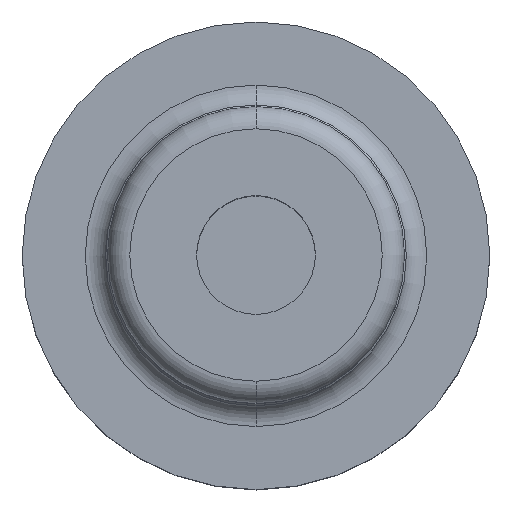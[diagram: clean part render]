
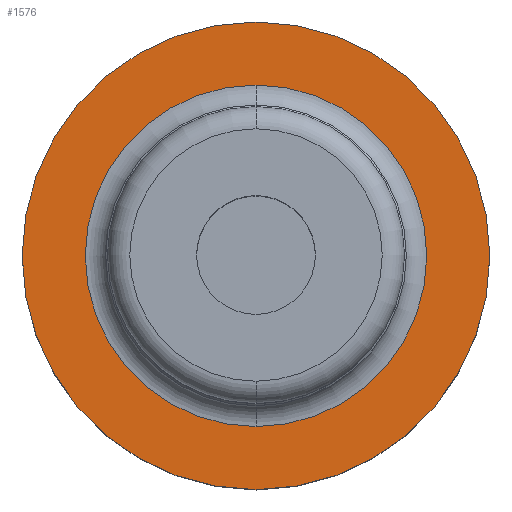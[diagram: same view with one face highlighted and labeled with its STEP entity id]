
A CAD part, top view. The second image highlights one B-rep face of the part: STEP entity #1576.
In plain terms, the highlighted planar face has unit normal (0, 0, 1).
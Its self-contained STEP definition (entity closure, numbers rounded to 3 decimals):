
#80 = VERTEX_POINT ( 'NONE', #788 ) ;
#97 = DIRECTION ( 'NONE',  ( 0., 1., 0. ) ) ;
#102 = AXIS2_PLACEMENT_3D ( 'NONE', #1265, #531, #795 ) ;
#195 = CIRCLE ( 'NONE', #642, 31.5 ) ;
#200 = DIRECTION ( 'NONE',  ( 0., 0., -1. ) ) ;
#201 = CARTESIAN_POINT ( 'NONE',  ( 0., -23., 26. ) ) ;
#220 = DIRECTION ( 'NONE',  ( 0., 1., 0. ) ) ;
#234 = EDGE_CURVE ( 'NONE', #722, #1013, #333, .T. ) ;
#333 = CIRCLE ( 'NONE', #959, 31.5 ) ;
#348 = CARTESIAN_POINT ( 'NONE',  ( 0., 0., 26. ) ) ;
#392 = FACE_BOUND ( 'NONE', #411, .T. ) ;
#411 = EDGE_LOOP ( 'NONE', ( #639, #1146 ) ) ;
#429 = AXIS2_PLACEMENT_3D ( 'NONE', #964, #200, #1094 ) ;
#432 = FACE_OUTER_BOUND ( 'NONE', #727, .T. ) ;
#531 = DIRECTION ( 'NONE',  ( 0., 0., -1. ) ) ;
#543 = EDGE_CURVE ( 'NONE', #803, #80, #1560, .T. ) ;
#603 = ORIENTED_EDGE ( 'NONE', *, *, #234, .F. ) ;
#619 = CARTESIAN_POINT ( 'NONE',  ( 0., 0., 26. ) ) ;
#639 = ORIENTED_EDGE ( 'NONE', *, *, #543, .T. ) ;
#642 = AXIS2_PLACEMENT_3D ( 'NONE', #619, #1505, #220 ) ;
#643 = ORIENTED_EDGE ( 'NONE', *, *, #961, .F. ) ;
#722 = VERTEX_POINT ( 'NONE', #1551 ) ;
#727 = EDGE_LOOP ( 'NONE', ( #603, #643 ) ) ;
#756 = DIRECTION ( 'NONE',  ( 0., -1., 0. ) ) ;
#788 = CARTESIAN_POINT ( 'NONE',  ( 0., 23., 26. ) ) ;
#795 = DIRECTION ( 'NONE',  ( 0., -1., 0. ) ) ;
#803 = VERTEX_POINT ( 'NONE', #201 ) ;
#848 = AXIS2_PLACEMENT_3D ( 'NONE', #1534, #1526, #756 ) ;
#893 = PLANE ( 'NONE',  #848 ) ;
#959 = AXIS2_PLACEMENT_3D ( 'NONE', #348, #1360, #97 ) ;
#961 = EDGE_CURVE ( 'NONE', #1013, #722, #195, .T. ) ;
#964 = CARTESIAN_POINT ( 'NONE',  ( 0., 0., 26. ) ) ;
#1013 = VERTEX_POINT ( 'NONE', #1023 ) ;
#1023 = CARTESIAN_POINT ( 'NONE',  ( 0., -31.5, 26. ) ) ;
#1094 = DIRECTION ( 'NONE',  ( 0., -1., 0. ) ) ;
#1146 = ORIENTED_EDGE ( 'NONE', *, *, #1440, .T. ) ;
#1265 = CARTESIAN_POINT ( 'NONE',  ( 0., 0., 26. ) ) ;
#1360 = DIRECTION ( 'NONE',  ( 0., 0., -1. ) ) ;
#1440 = EDGE_CURVE ( 'NONE', #80, #803, #1459, .T. ) ;
#1459 = CIRCLE ( 'NONE', #429, 23. ) ;
#1505 = DIRECTION ( 'NONE',  ( 0., 0., -1. ) ) ;
#1526 = DIRECTION ( 'NONE',  ( 0., 0., 1. ) ) ;
#1534 = CARTESIAN_POINT ( 'NONE',  ( 0., 20., 26. ) ) ;
#1551 = CARTESIAN_POINT ( 'NONE',  ( 0., 31.5, 26. ) ) ;
#1560 = CIRCLE ( 'NONE', #102, 23. ) ;
#1576 = ADVANCED_FACE ( 'NONE', ( #392, #432 ), #893, .T. ) ;
